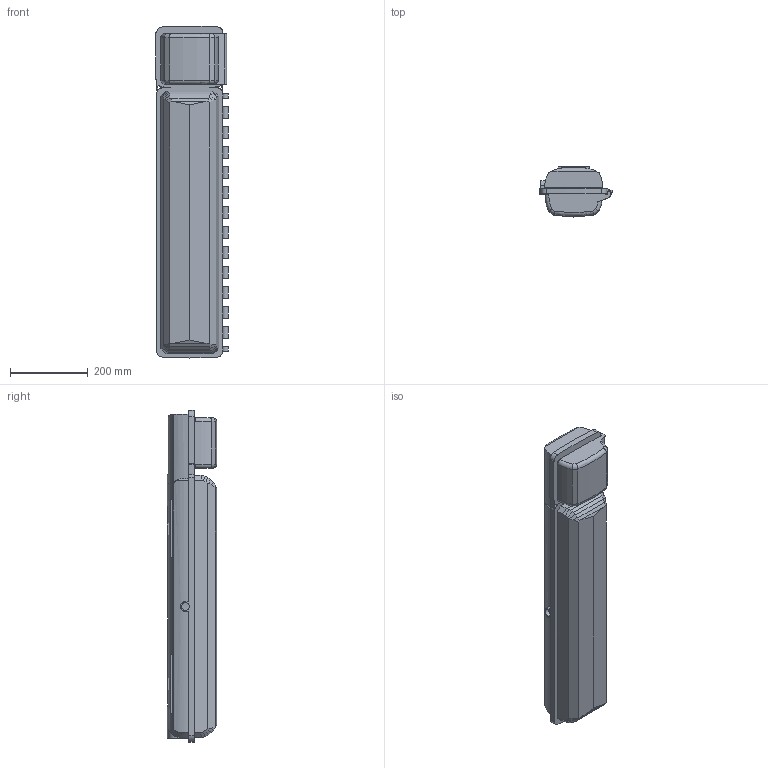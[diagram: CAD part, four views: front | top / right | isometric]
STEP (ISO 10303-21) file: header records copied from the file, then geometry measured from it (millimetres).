
FILE_DESCRIPTION (( 'STEP AP214' ), '1' );
FILE_NAME ('Kundenmodell 6009 18 W.STEP', '2015-10-22T12:46:18', ( '' ), ( '' ), 'SwSTEP 2.0', 'SolidWorks 2015', '' );
FILE_SCHEMA (( 'AUTOMOTIVE_DESIGN' ));
Length unit declared in the file: millimetre
Products named in the file (1): Kundenmodell 6009 18 W
Bounding box: 185.6 x 128 x 854.72 mm (x, y, z)
Volume: 13958102.1 mm3; surface area: 515413.6 mm2
Topology: 1 solids, 1 shells, 303 faces, 808 edges, 516 vertices
Faces by surface type: plane 188, cylinder 99, torus 8, bspline 4, cone 4
Entity records: 10480 total; most frequent: CARTESIAN_POINT 2952, ORIENTED_EDGE 1616, DIRECTION 1495, EDGE_CURVE 808, VECTOR 561, LINE 561, VERTEX_POINT 516, AXIS2_PLACEMENT_3D 467
